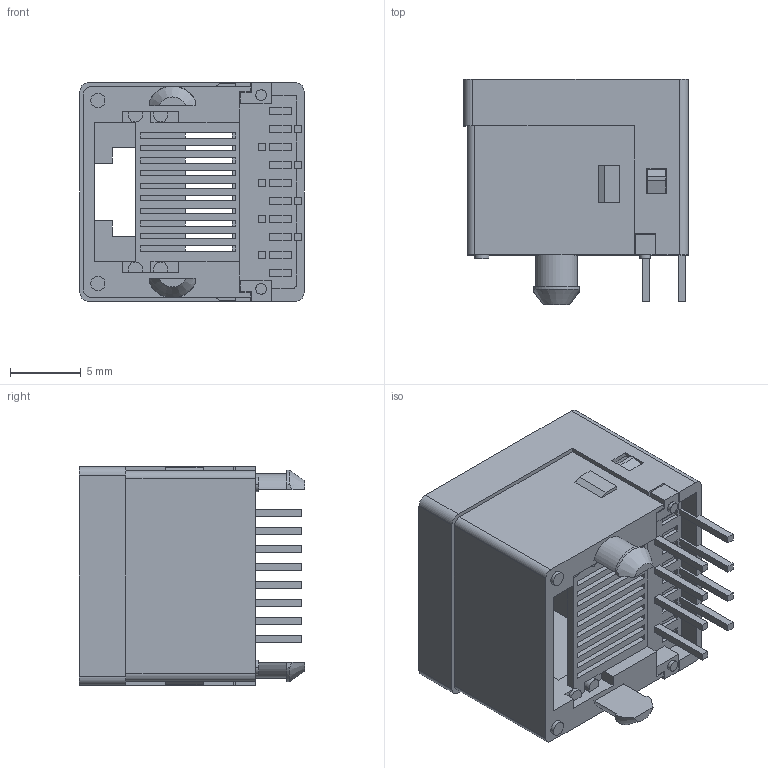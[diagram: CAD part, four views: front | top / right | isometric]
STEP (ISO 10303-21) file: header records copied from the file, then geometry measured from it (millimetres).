
FILE_DESCRIPTION((''),'2;1');
FILE_NAME('428788410','2015-06-19T',('me'),(''),'PRO/ENGINEER BY PARAMETRIC TECHNOLOGY CORPORATION, 2011490','PRO/ENGINEER BY PARAMETRIC TECHNOLOGY CORPORATION, 2011490','');
FILE_SCHEMA(('CONFIG_CONTROL_DESIGN'));
Length unit declared in the file: inch
Products named in the file (1): 428788410
Bounding box: 15.88 x 15.95 x 15.49 mm (x, y, z)
Volume: 1617.2 mm3; surface area: 2070 mm2
Topology: 3 solids, 3 shells, 341 faces, 978 edges, 664 vertices
Faces by surface type: plane 307, cylinder 32, cone 2
Entity records: 11071 total; most frequent: CARTESIAN_POINT 2005, ORIENTED_EDGE 1904, DIRECTION 1740, EDGE_CURVE 952, VECTOR 878, LINE 878, VERTEX_POINT 632, AXIS2_PLACEMENT_3D 431
